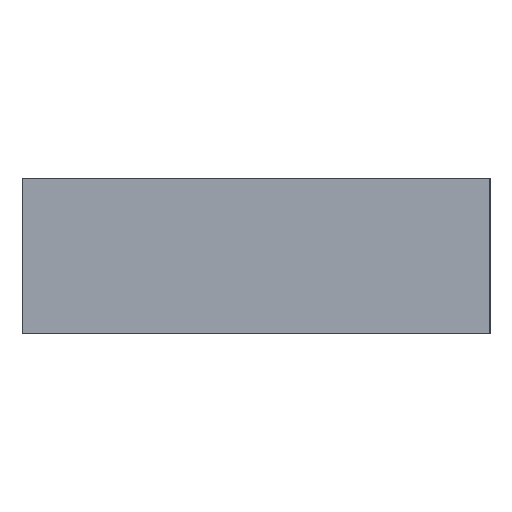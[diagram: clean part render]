
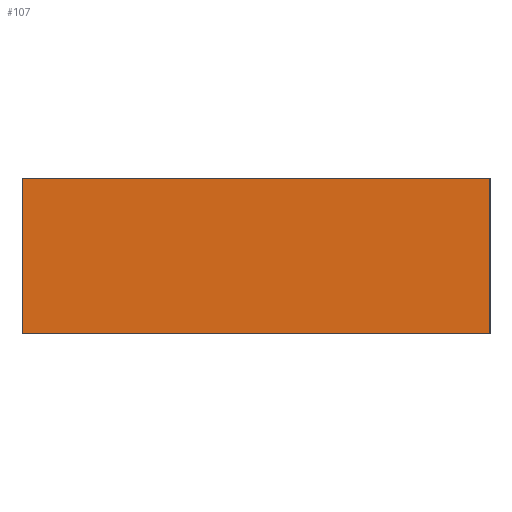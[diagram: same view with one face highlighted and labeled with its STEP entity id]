
A CAD part, left-side view. The second image highlights one B-rep face of the part: STEP entity #107.
In plain terms, the highlighted planar face has unit normal (-1, 0, 0).
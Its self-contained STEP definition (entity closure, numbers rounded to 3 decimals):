
#14=FACE_OUTER_BOUND('',#20,.T.);
#20=EDGE_LOOP('',(#70,#71,#72,#73));
#26=LINE('',#169,#38);
#27=LINE('',#171,#39);
#28=LINE('',#173,#40);
#29=LINE('',#174,#41);
#38=VECTOR('',#143,10.);
#39=VECTOR('',#144,10.);
#40=VECTOR('',#145,10.);
#41=VECTOR('',#146,10.);
#50=VERTEX_POINT('',#167);
#51=VERTEX_POINT('',#168);
#52=VERTEX_POINT('',#170);
#53=VERTEX_POINT('',#172);
#58=EDGE_CURVE('',#50,#51,#26,.T.);
#59=EDGE_CURVE('',#51,#52,#27,.T.);
#60=EDGE_CURVE('',#52,#53,#28,.T.);
#61=EDGE_CURVE('',#53,#50,#29,.T.);
#70=ORIENTED_EDGE('',*,*,#58,.T.);
#71=ORIENTED_EDGE('',*,*,#59,.T.);
#72=ORIENTED_EDGE('',*,*,#60,.T.);
#73=ORIENTED_EDGE('',*,*,#61,.T.);
#94=PLANE('',#133);
#107=ADVANCED_FACE('',(#14),#94,.T.);
#133=AXIS2_PLACEMENT_3D('',#166,#141,#142);
#141=DIRECTION('center_axis',(-1.,0.,0.));
#142=DIRECTION('ref_axis',(0.,0.,1.));
#143=DIRECTION('',(0.,-1.,0.));
#144=DIRECTION('',(0.,0.,1.));
#145=DIRECTION('',(0.,1.,0.));
#146=DIRECTION('',(0.,0.,-1.));
#166=CARTESIAN_POINT('Origin',(-900.,7.5,-2.5));
#167=CARTESIAN_POINT('',(-900.,15.,-5.));
#168=CARTESIAN_POINT('',(-900.,0.,-5.));
#169=CARTESIAN_POINT('',(-900.,0.,-5.));
#170=CARTESIAN_POINT('',(-900.,0.,0.));
#171=CARTESIAN_POINT('',(-900.,0.,0.));
#172=CARTESIAN_POINT('',(-900.,15.,0.));
#173=CARTESIAN_POINT('',(-900.,15.,0.));
#174=CARTESIAN_POINT('',(-900.,15.,-5.));
